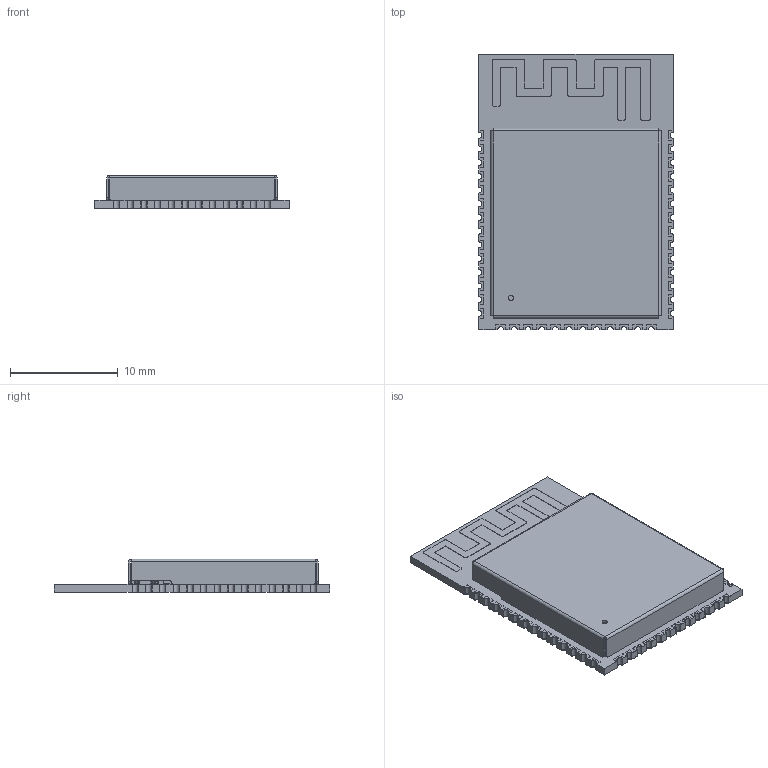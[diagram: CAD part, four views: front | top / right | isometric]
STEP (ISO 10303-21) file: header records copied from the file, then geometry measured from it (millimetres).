
FILE_DESCRIPTION(/* description */ ('','CAx-IF Rec.Pracs.---Representation and Presentation of Product Manufacturing Information (PMI)---4.0---2014-10-13'),/* implementation_level */ '2;1');
FILE_NAME(/* name */ 'ESP32-S3-WROOM-1-N4R2 v2.step',/* time_stamp */ '2025-02-24T21:31:37-05:00',/* author */ (''),/* organization */ (''),/* preprocessor_version */ 'ST-DEVELOPER v20',/* originating_system */ 'Autodesk Translation Framework v13.20.0.188',/* authorisation */ '');
FILE_SCHEMA (('AP242_MANAGED_MODEL_BASED_3D_ENGINEERING_MIM_LF { 1 0 10303 442 1 1 4 }'));
Products named in the file (217): ESP32-S3-WROOM-1-N4R2; ESP32-S3-WROOM-1_20211021; PCB_ESP32-S3-WROOM-1_V1(2)^PCB_ESP32-S3-WROOM-1_V1; DesignRootModel^PCB_ESP32-S3-WROOM-1_V1(2)_PCB_ESP32-S3-WROOM-1_V1; Submodel-C0201_part^DesignRootModel_PCB_ESP32-S3-WROOM-1_V1(2)_PCB_ES
P32-S3-WROOM-1_V1; C0201_20210301.STEP^Submodel-C0201_part_DesignRootModel_PCB_ESP32-S3-
WROOM-1_V1(2)_PCB_ESP32-S3-WROOM-1_V1; Submodel-L0201_part^DesignRootModel_PCB_ESP32-S3-WROOM-1_V1(2)_PCB_ES
P32-S3-WROOM-1_V1; L0201_20210301.STEP^Submodel-L0201_part_DesignRootModel_PCB_ESP32-S3-
WROOM-1_V1(2)_PCB_ESP32-S3-WROOM-1_V1; Submodel-C0402_part^DesignRootModel_PCB_ESP32-S3-WROOM-1_V1(2)_PCB_ES
P32-S3-WROOM-1_V1; C0402_20210301.STEP^Submodel-C0402_part_DesignRootModel_PCB_ESP32-S3-
WROOM-1_V1(2)_PCB_ESP32-S3-WROOM-1_V1; C0402_20210301.STEP^C0402_20210301.STEP_Submodel-C0402_part_DesignRoo
tModel_PCB_ESP32-S3-WROOM-1_V1(2)_PCB_ESP32-S3-WROOM-1_V1; Submodel-R0201_part^DesignRootModel_PCB_ESP32-S3-WROOM-1_V1(2)_PCB_ES
P32-S3-WROOM-1_V1; R0201_20210301.STEP^Submodel-R0201_part_DesignRootModel_PCB_ESP32-S3-
WROOM-1_V1(2)_PCB_ESP32-S3-WROOM-1_V1; Submodel-R0201_part^DesignRootModel_PCB_ESP32-S3-WROOM-1_V1(2)_PCB_ES
P32-S3-WROOM-1_V1_1; R0201_20210301.STEP^Submodel-R0201_part_DesignRootModel_PCB_ESP32-S3-
WROOM-1_V1(2)_PCB_ESP32-S3-WROOM-1_V1_1; Submodel-R0201_part^DesignRootModel_PCB_ESP32-S3-WROOM-1_V1(2)_PCB_ES
P32-S3-WROOM-1_V1_2; R0201_20210301.STEP^Submodel-R0201_part_DesignRootModel_PCB_ESP32-S3-
WROOM-1_V1(2)_PCB_ESP32-S3-WROOM-1_V1_2; Submodel-R0201_part^DesignRootModel_PCB_ESP32-S3-WROOM-1_V1(2)_PCB_ES
P32-S3-WROOM-1_V1_3; R0201_20210301.STEP^Submodel-R0201_part_DesignRootModel_PCB_ESP32-S3-
WROOM-1_V1(2)_PCB_ESP32-S3-WROOM-1_V1_3; Submodel-R0201_part^DesignRootModel_PCB_ESP32-S3-WROOM-1_V1(2)_PCB_ES
P32-S3-WROOM-1_V1_4; R0201_20210301.STEP^Submodel-R0201_part_DesignRootModel_PCB_ESP32-S3-
WROOM-1_V1(2)_PCB_ESP32-S3-WROOM-1_V1_4; Submodel-R0201_part^DesignRootModel_PCB_ESP32-S3-WROOM-1_V1(2)_PCB_ES
P32-S3-WROOM-1_V1_5; R0201_20210301.STEP^Submodel-R0201_part_DesignRootModel_PCB_ESP32-S3-
WROOM-1_V1(2)_PCB_ESP32-S3-WROOM-1_V1_5; Submodel-R0201_part^DesignRootModel_PCB_ESP32-S3-WROOM-1_V1(2)_PCB_ES
P32-S3-WROOM-1_V1_6; R0201_20210301.STEP^Submodel-R0201_part_DesignRootModel_PCB_ESP32-S3-
WROOM-1_V1(2)_PCB_ESP32-S3-WROOM-1_V1_6; Submodel-R0201_part^DesignRootModel_PCB_ESP32-S3-WROOM-1_V1(2)_PCB_ES
P32-S3-WROOM-1_V1_7; R0201_20210301.STEP^Submodel-R0201_part_DesignRootModel_PCB_ESP32-S3-
WROOM-1_V1(2)_PCB_ESP32-S3-WROOM-1_V1_7; R0201_20210301.STEP^R0201_20210301.STEP_Submodel-R0201_part_DesignRoo
tModel_PCB_ESP32-S3-WROOM-1_V1(2)_PCB_ESP32-S3-WROOM-1_V1; Submodel-L0201_part^DesignRootModel_PCB_ESP32-S3-WROOM-1_V1(2)_PCB_ES
P32-S3-WROOM-1_V1_1; L0201_20210301.STEP^Submodel-L0201_part_DesignRootModel_PCB_ESP32-S3-
WROOM-1_V1(2)_PCB_ESP32-S3-WROOM-1_V1_1; Submodel-L0201_part^DesignRootModel_PCB_ESP32-S3-WROOM-1_V1(2)_PCB_ES
P32-S3-WROOM-1_V1_2; L0201_20210301.STEP^Submodel-L0201_part_DesignRootModel_PCB_ESP32-S3-
WROOM-1_V1(2)_PCB_ESP32-S3-WROOM-1_V1_2; L0201_20210301.STEP^L0201_20210301.STEP_Submodel-L0201_part_DesignRoo
tModel_PCB_ESP32-S3-WROOM-1_V1(2)_PCB_ESP32-S3-WROOM-1_V1; Submodel-C0201_part^DesignRootModel_PCB_ESP32-S3-WROOM-1_V1(2)_PCB_ES
P32-S3-WROOM-1_V1_1; C0201_20210301.STEP^Submodel-C0201_part_DesignRootModel_PCB_ESP32-S3-
WROOM-1_V1(2)_PCB_ESP32-S3-WROOM-1_V1_1; Submodel-C0201_part^DesignRootModel_PCB_ESP32-S3-WROOM-1_V1(2)_PCB_ES
P32-S3-WROOM-1_V1_2; C0201_20210301.STEP^Submodel-C0201_part_DesignRootModel_PCB_ESP32-S3-
WROOM-1_V1(2)_PCB_ESP32-S3-WROOM-1_V1_2; Submodel-C0201_part^DesignRootModel_PCB_ESP32-S3-WROOM-1_V1(2)_PCB_ES
P32-S3-WROOM-1_V1_3; C0201_20210301.STEP^Submodel-C0201_part_DesignRootModel_PCB_ESP32-S3-
WROOM-1_V1(2)_PCB_ESP32-S3-WROOM-1_V1_3; Submodel-C0201_part^DesignRootModel_PCB_ESP32-S3-WROOM-1_V1(2)_PCB_ES
P32-S3-WROOM-1_V1_4 ...
Assembly tree (277 placements, depth 7):
  ESP32-S3-WROOM-1-N4R2
    ESP32-S3-WROOM-1_20211021
      PCB_ESP32-S3-WROOM-1_V1(2)^PCB_ESP32-S3-WROOM-1_V1
        DesignRootModel^PCB_ESP32-S3-WROOM-1_V1(2)_PCB_ESP32-S3-WROOM-1_V1
          Submodel-C0201_part^DesignRootModel_PCB_ESP32-S3-WROOM-1_V1(2)_PCB_ES
P32-S3-WROOM-1_V1
            C0201_20210301.STEP^Submodel-C0201_part_DesignRootModel_PCB_ESP32-S3-
WROOM-1_V1(2)_PCB_ESP32-S3-WROOM-1_V1
              C0201_20210301.STEP^C0201_20210301.STEP_Submodel-C0201_part_DesignRoo
tModel_PCB_ESP32-S3-WROOM-1_V1(2)_PCB_ESP32-S3-WROOM-1_V1
          Submodel-L0201_part^DesignRootModel_PCB_ESP32-S3-WROOM-1_V1(2)_PCB_ES
P32-S3-WROOM-1_V1
            L0201_20210301.STEP^Submodel-L0201_part_DesignRootModel_PCB_ESP32-S3-
WROOM-1_V1(2)_PCB_ESP32-S3-WROOM-1_V1
              L0201_20210301.STEP^L0201_20210301.STEP_Submodel-L0201_part_DesignRoo
tModel_PCB_ESP32-S3-WROOM-1_V1(2)_PCB_ESP32-S3-WROOM-1_V1
          Submodel-C0402_part^DesignRootModel_PCB_ESP32-S3-WROOM-1_V1(2)_PCB_ES
P32-S3-WROOM-1_V1
            C0402_20210301.STEP^Submodel-C0402_part_DesignRootModel_PCB_ESP32-S3-
WROOM-1_V1(2)_PCB_ESP32-S3-WROOM-1_V1
              C0402_20210301.STEP^C0402_20210301.STEP_Submodel-C0402_part_DesignRoo
tModel_PCB_ESP32-S3-WROOM-1_V1(2)_PCB_ESP32-S3-WROOM-1_V1
          Submodel-R0201_part^DesignRootModel_PCB_ESP32-S3-WROOM-1_V1(2)_PCB_ES
P32-S3-WROOM-1_V1
            R0201_20210301.STEP^Submodel-R0201_part_DesignRootModel_PCB_ESP32-S3-
WROOM-1_V1(2)_PCB_ESP32-S3-WROOM-1_V1
              R0201_20210301.STEP^R0201_20210301.STEP_Submodel-R0201_part_DesignRoo
tModel_PCB_ESP32-S3-WROOM-1_V1(2)_PCB_ESP32-S3-WROOM-1_V1
          Submodel-R0201_part^DesignRootModel_PCB_ESP32-S3-WROOM-1_V1(2)_PCB_ES
P32-S3-WROOM-1_V1_1
            R0201_20210301.STEP^Submodel-R0201_part_DesignRootModel_PCB_ESP32-S3-
WROOM-1_V1(2)_PCB_ESP32-S3-WROOM-1_V1_1
              R0201_20210301.STEP^R0201_20210301.STEP_Submodel-R0201_part_DesignRoo
tModel_PCB_ESP32-S3-WROOM-1_V1(2)_PCB_ESP32-S3-WROOM-1_V1
          Submodel-R0201_part^DesignRootModel_PCB_ESP32-S3-WROOM-1_V1(2)_PCB_ES
P32-S3-WROOM-1_V1_2
            R0201_20210301.STEP^Submodel-R0201_part_DesignRootModel_PCB_ESP32-S3-
WROOM-1_V1(2)_PCB_ESP32-S3-WROOM-1_V1_2
              R0201_20210301.STEP^R0201_20210301.STEP_Submodel-R0201_part_DesignRoo
tModel_PCB_ESP32-S3-WROOM-1_V1(2)_PCB_ESP32-S3-WROOM-1_V1
          Submodel-R0201_part^DesignRootModel_PCB_ESP32-S3-WROOM-1_V1(2)_PCB_ES
P32-S3-WROOM-1_V1_3
            R0201_20210301.STEP^Submodel-R0201_part_DesignRootModel_PCB_ESP32-S3-
WROOM-1_V1(2)_PCB_ESP32-S3-WROOM-1_V1_3
              R0201_20210301.STEP^R0201_20210301.STEP_Submodel-R0201_part_DesignRoo
tModel_PCB_ESP32-S3-WROOM-1_V1(2)_PCB_ESP32-S3-WROOM-1_V1
          Submodel-R0201_part^DesignRootModel_PCB_ESP32-S3-WROOM-1_V1(2)_PCB_ES
P32-S3-WROOM-1_V1_4
            R0201_20210301.STEP^Submodel-R0201_part_DesignRootModel_PCB_ESP32-S3-
WROOM-1_V1(2)_PCB_ESP32-S3-WROOM-1_V1_4
              R0201_20210301.STEP^R0201_20210301.STEP_Submodel-R0201_part_DesignRoo
tModel_PCB_ESP32-S3-WROOM-1_V1(2)_PCB_ESP32-S3-WROOM-1_V1
          Submodel-R0201_part^DesignRootModel_PCB_ESP32-S3-WROOM-1_V1(2)_PCB_ES
P32-S3-WROOM-1_V1_5
            R0201_20210301.STEP^Submodel-R0201_part_DesignRootModel_PCB_ESP32-S3-
WROOM-1_V1(2)_PCB_ESP32-S3-WROOM-1_V1_5
              R0201_20210301.STEP^R0201_20210301.STEP_Submodel-R0201_part_DesignRoo
tModel_PCB_ESP32-S3-WROOM-1_V1(2)_PCB_ESP32-S3-WROOM-1_V1
          Submodel-R0201_part^DesignRootModel_PCB_ESP32-S3-WROOM-1_V1(2)_PCB_ES
P32-S3-WROOM-1_V1_6
            R0201_20210301.STEP^Submodel-R0201_part_DesignRootModel_PCB_ESP32-S3-
WROOM-1_V1(2)_PCB_ESP32-S3-WROOM-1_V1_6
              R0201_20210301.STEP^R0201_20210301.STEP_Submodel-R0201_part_DesignRoo
tModel_PCB_ESP32-S3-WROOM-1_V1(2)_PCB_ESP32-S3-WROOM-1_V1
          Submodel-R0201_part^DesignRootModel_PCB_ESP32-S3-WROOM-1_V1(2)_PCB_ES
P32-S3-WROOM-1_V1_7
            R0201_20210301.STEP^Submodel-R0201_part_DesignRootModel_PCB_ESP32-S3-
WROOM-1_V1(2)_PCB_ESP32-S3-WROOM-1_V1_7
              R0201_20210301.STEP^R0201_20210301.STEP_Submodel-R0201_part_DesignRoo
tModel_PCB_ESP32-S3-WROOM-1_V1(2)_PCB_ESP32-S3-WROOM-1_V1
          Submodel-L0201_part^DesignRootModel_PCB_ESP32-S3-WROOM-1_V1(2)_PCB_ES
P32-S3-WROOM-1_V1_1
            L0201_20210301.STEP^Submodel-L0201_part_DesignRootModel_PCB_ESP32-S3-
WROOM-1_V1(2)_PCB_ESP32-S3-WROOM-1_V1_1
              L0201_20210301.STEP^L0201_20210301.STEP_Submodel-L0201_part_DesignRoo
tModel_PCB_ESP32-S3-WROOM-1_V1(2)_PCB_ESP32-S3-WROOM-1_V1
          Submodel-L0201_part^DesignRootModel_PCB_ESP32-S3-WROOM-1_V1(2)_PCB_ES
P32-S3-WROOM-1_V1_2
            L0201_20210301.STEP^Submodel-L0201_part_DesignRootModel_PCB_ESP32-S3-
WROOM-1_V1(2)_PCB_ESP32-S3-WROOM-1_V1_2
              L0201_20210301.STEP^L0201_20210301.STEP_Submodel-L0201_part_DesignRoo
tModel_PCB_ESP32-S3-WROOM-1_V1(2)_PCB_ESP32-S3-WROOM-1_V1
          Submodel-C0201_part^DesignRootModel_PCB_ESP32-S3-WROOM-1_V1(2)_PCB_ES
P32-S3-WROOM-1_V1_1
            C0201_20210301.STEP^Submodel-C0201_part_DesignRootModel_PCB_ESP32-S3-
WROOM-1_V1(2)_PCB_ESP32-S3-WROOM-1_V1_1
              C0201_20210301.STEP^C0201_20210301.STEP_Submodel-C0201_part_DesignRoo
tModel_PCB_ESP32-S3-WROOM-1_V1(2)_PCB_ESP32-S3-WROOM-1_V1
          Submodel-C0201_part^DesignRootModel_PCB_ESP32-S3-WROOM-1_V1(2)_PCB_ES
P32-S3-WROOM-1_V1_2
            C0201_20210301.STEP^Submodel-C0201_part_DesignRootModel_PCB_ESP32-S3-
WROOM-1_V1(2)_PCB_ESP32-S3-WROOM-1_V1_2
              C0201_20210301.STEP^C0201_20210301.STEP_Submodel-C0201_part_DesignRoo
tModel_PCB_ESP32-S3-WROOM-1_V1(2)_PCB_ESP32-S3-WROOM-1_V1
          Submodel-C0201_part^DesignRootModel_PCB_ESP32-S3-WROOM-1_V1(2)_PCB_ES
P32-S3-WROOM-1_V1_3
            C0201_20210301.STEP^Submodel-C0201_part_DesignRootModel_PCB_ESP32-S3-
WROOM-1_V1(2)_PCB_ESP32-S3-WROOM-1_V1_3
              C0201_20210301.STEP^C0201_20210301.STEP_Submodel-C0201_part_DesignRoo
tModel_PCB_ESP32-S3-WROOM-1_V1(2)_PCB_ESP32-S3-WROOM-1_V1
          Submodel-C0201_part^DesignRootModel_PCB_ESP32-S3-WROOM-1_V1(2)_PCB_ES
P32-S3-WROOM-1_V1_4
            C0201_20210301.STEP^Submodel-C0201_part_DesignRootModel_PCB_ESP32-S3-
WROOM-1_V1(2)_PCB_ESP32-S3-WROOM-1_V1_4
              C0201_20210301.STEP^C0201_20210301.STEP_Submodel-C0201_part_DesignRoo
tModel_PCB_ESP32-S3-WROOM-1_V1(2)_PCB_ESP32-S3-WROOM-1_V1
          Submodel-C0201_part^DesignRootModel_PCB_ESP32-S3-WROOM-1_V1(2)_PCB_ES
P32-S3-WROOM-1_V1_5
            C0201_20210301.STEP^Submodel-C0201_part_DesignRootModel_PCB_ESP32-S3-
WROOM-1_V1(2)_PCB_ESP32-S3-WROOM-1_V1_5
              C0201_20210301.STEP^C0201_20210301.STEP_Submodel-C0201_part_DesignRoo
tModel_PCB_ESP32-S3-WROOM-1_V1(2)_PCB_ESP32-S3-WROOM-1_V1
          Submodel-C0201_part^DesignRootModel_PCB_ESP32-S3-WROOM-1_V1(2)_PCB_ES
P32-S3-WROOM-1_V1_6
            C0201_20210301.STEP^Submodel-C0201_part_DesignRootModel_PCB_ESP32-S3-
WROOM-1_V1(2)_PCB_ESP32-S3-WROOM-1_V1_6
Bounding box: 18 x 25.5 x 3.1 mm (x, y, z)
Volume: 494.7 mm3; surface area: 2418.6 mm2
Topology: 234 solids, 235 shells, 3521 faces, 8618 edges, 5484 vertices
Faces by surface type: plane 2582, cylinder 735, sphere 144, bspline 56, torus 4
Full cylindrical faces by diameter (mm): 0.336 x1, 0.4 x2, 0.427 x1, 0.5 x1
Entity records: 70649 total; most frequent: CARTESIAN_POINT 15058, DIRECTION 10680, ORIENTED_EDGE 10084, EDGE_CURVE 5042, LINE 4212, VECTOR 4212, VERTEX_POINT 3316, AXIS2_PLACEMENT_3D 3234
